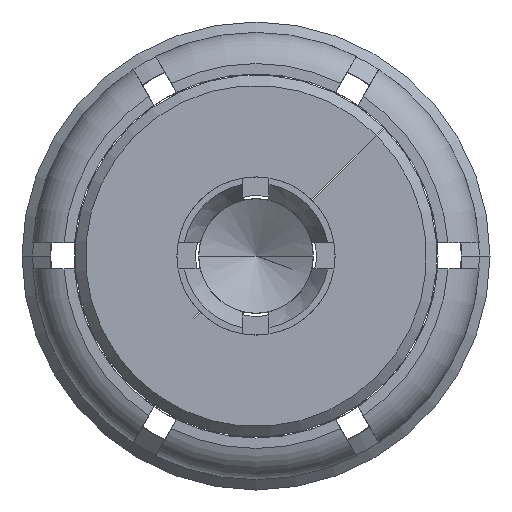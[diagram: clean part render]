
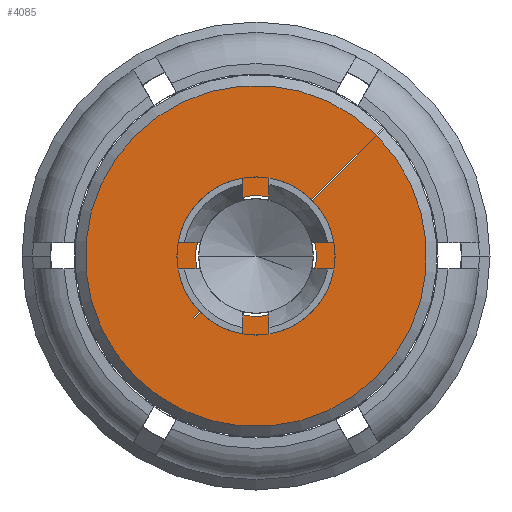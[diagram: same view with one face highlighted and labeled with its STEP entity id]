
A CAD part, left-side view. The second image highlights one B-rep face of the part: STEP entity #4085.
In plain terms, the highlighted planar face has unit normal (-1, 0, 0).
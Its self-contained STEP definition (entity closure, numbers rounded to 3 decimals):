
#3918=DIRECTION('',(0.,-0.707,0.707));
#3919=VECTOR('',#3918,1.06);
#3920=CARTESIAN_POINT('',(4.475,-0.414,0.407));
#3921=LINE('',#3920,#3919);
#3922=DIRECTION('',(0.,0.707,-0.707));
#3923=VECTOR('',#3922,1.06);
#3924=CARTESIAN_POINT('',(4.475,-1.156,1.163));
#3925=LINE('',#3924,#3923);
#3926=CARTESIAN_POINT('',(4.475,0.,0.));
#3927=DIRECTION('',(-1.,0.,0.));
#3928=DIRECTION('',(0.,-0.701,0.713));
#3929=AXIS2_PLACEMENT_3D('',#3926,#3927,#3928);
#3931=DIRECTION('',(0.,0.707,-0.707));
#3932=VECTOR('',#3931,0.26);
#3933=CARTESIAN_POINT('',(4.475,0.414,-0.407));
#3934=LINE('',#3933,#3932);
#3935=DIRECTION('',(0.,-0.707,-0.707));
#3936=VECTOR('',#3935,0.01);
#3937=CARTESIAN_POINT('',(4.475,0.598,-0.59));
#3938=LINE('',#3937,#3936);
#3939=DIRECTION('',(0.,-0.707,0.707));
#3940=VECTOR('',#3939,0.26);
#3941=CARTESIAN_POINT('',(4.475,0.59,-0.598));
#3942=LINE('',#3941,#3940);
#3943=CARTESIAN_POINT('',(4.475,0.,0.));
#3944=DIRECTION('',(-1.,0.,0.));
#3945=DIRECTION('',(0.,0.701,-0.713));
#3946=AXIS2_PLACEMENT_3D('',#3943,#3944,#3945);
#4014=CARTESIAN_POINT('',(4.475,0.,0.));
#4015=DIRECTION('',(-1.,0.,0.));
#4016=DIRECTION('',(0.,-0.705,0.709));
#4017=AXIS2_PLACEMENT_3D('',#4014,#4015,#4016);
#4026=CARTESIAN_POINT('',(4.475,-0.414,0.407));
#4027=CARTESIAN_POINT('',(4.475,-1.163,1.156));
#4028=VERTEX_POINT('',#4026);
#4029=VERTEX_POINT('',#4027);
#4030=CARTESIAN_POINT('',(4.475,-1.156,1.163));
#4031=CARTESIAN_POINT('',(4.475,-0.407,0.414));
#4032=VERTEX_POINT('',#4030);
#4033=VERTEX_POINT('',#4031);
#4034=CARTESIAN_POINT('',(4.475,0.414,-0.407));
#4035=CARTESIAN_POINT('',(4.475,0.598,-0.59));
#4036=VERTEX_POINT('',#4034);
#4037=VERTEX_POINT('',#4035);
#4038=CARTESIAN_POINT('',(4.475,0.59,-0.598));
#4039=VERTEX_POINT('',#4038);
#4040=CARTESIAN_POINT('',(4.475,0.407,-0.414));
#4041=VERTEX_POINT('',#4040);
#4062=CARTESIAN_POINT('',(4.475,0.,0.));
#4063=DIRECTION('',(1.,0.,0.));
#4064=DIRECTION('',(0.,-1.,0.));
#4065=AXIS2_PLACEMENT_3D('',#4062,#4063,#4064);
#4066=PLANE('',#4065);
#4068=ORIENTED_EDGE('',*,*,#4067,.T.);
#4070=ORIENTED_EDGE('',*,*,#4069,.F.);
#4072=ORIENTED_EDGE('',*,*,#4071,.T.);
#4074=ORIENTED_EDGE('',*,*,#4073,.T.);
#4076=ORIENTED_EDGE('',*,*,#4075,.T.);
#4078=ORIENTED_EDGE('',*,*,#4077,.T.);
#4080=ORIENTED_EDGE('',*,*,#4079,.T.);
#4082=ORIENTED_EDGE('',*,*,#4081,.T.);
#4083=EDGE_LOOP('',(#4068,#4070,#4072,#4074,#4076,#4078,#4080,#4082));
#4084=FACE_OUTER_BOUND('',#4083,.F.);
#3930=CIRCLE('',#3929,0.58);
#3947=CIRCLE('',#3946,0.58);
#4018=CIRCLE('',#4017,1.64);
#4067=EDGE_CURVE('',#4028,#4029,#3921,.T.);
#4069=EDGE_CURVE('',#4032,#4029,#4018,.T.);
#4071=EDGE_CURVE('',#4032,#4033,#3925,.T.);
#4073=EDGE_CURVE('',#4033,#4036,#3930,.T.);
#4075=EDGE_CURVE('',#4036,#4037,#3934,.T.);
#4077=EDGE_CURVE('',#4037,#4039,#3938,.T.);
#4079=EDGE_CURVE('',#4039,#4041,#3942,.T.);
#4081=EDGE_CURVE('',#4041,#4028,#3947,.T.);
#4085=ADVANCED_FACE('',(#4084),#4066,.F.);
